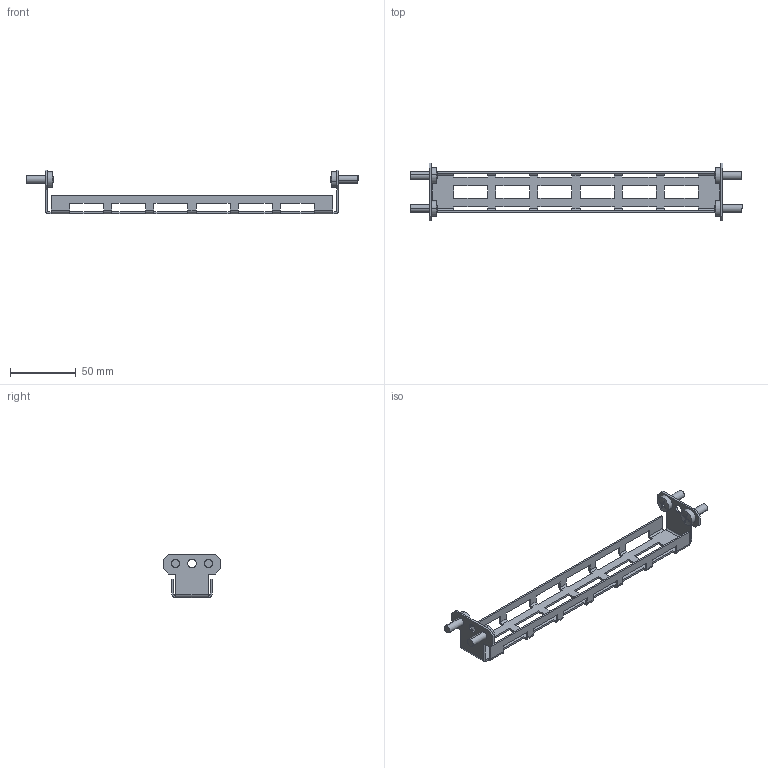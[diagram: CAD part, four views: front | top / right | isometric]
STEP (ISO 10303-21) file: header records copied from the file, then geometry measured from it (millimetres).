
FILE_DESCRIPTION (( 'STEP AP214' ), '1' );
FILE_NAME ('ACR300 Ðåéêà êðåïëåíèÿ êàáåëÿ_èçâ0043_08.19.STEP', '2020-11-05T10:52:00', ( '' ), ( '' ), 'SwSTEP 2.0', 'SolidWorks 2019', '' );
FILE_SCHEMA (( 'AUTOMOTIVE_DESIGN' ));
Length unit declared in the file: millimetre
Products named in the file (3): AVT001.00.11.09 Ðåéêà êðåïëåíèÿ êàáåëåé_00; Âèíò ñàìîíàðåçàþùèé Ì6 DIN 7516À_6å16; ACR300 Ðåéêà êðåïëåíèÿ êàáåëÿ_èçâ0043_08.19
Assembly tree (5 placements, depth 2):
  ACR300 Ðåéêà êðåïëåíèÿ êàáåëÿ_èçâ0043_08.19
    AVT001.00.11.09 Ðåéêà êðåïëåíèÿ êàáåëåé_00
    Âèíò ñàìîíàðåçàþùèé Ì6 DIN 7516À_6å16  x4
Bounding box: 252 x 44 x 33 mm (x, y, z)
Volume: 17231.5 mm3; surface area: 24434.9 mm2
Topology: 5 solids, 5 shells, 298 faces, 796 edges, 488 vertices
Faces by surface type: plane 230, cylinder 60, sphere 8
Entity records: 7388 total; most frequent: ORIENTED_EDGE 1268, CARTESIAN_POINT 1257, DIRECTION 1234, EDGE_CURVE 634, LINE 520, VECTOR 520, VERTEX_POINT 380, AXIS2_PLACEMENT_3D 357
